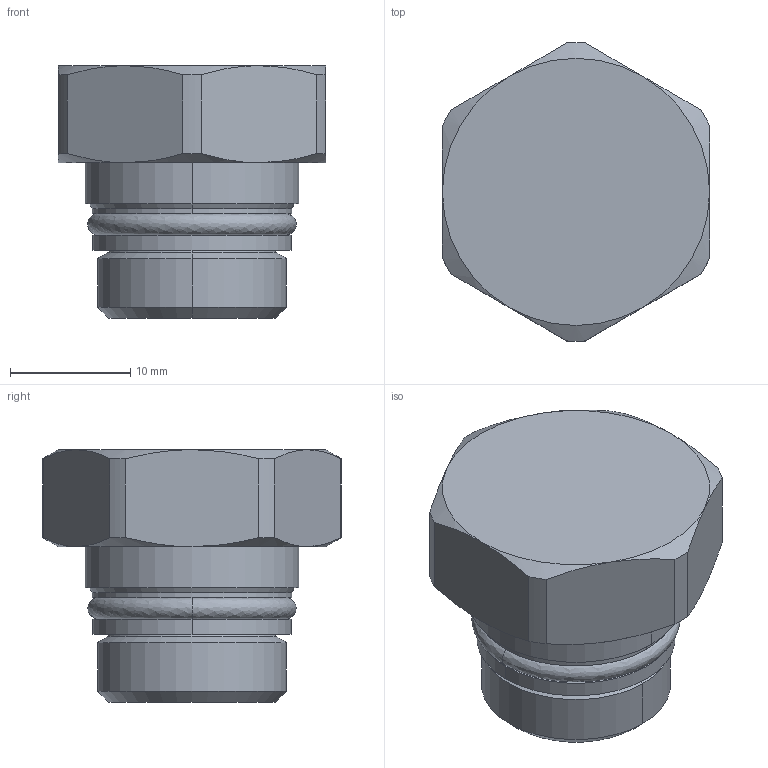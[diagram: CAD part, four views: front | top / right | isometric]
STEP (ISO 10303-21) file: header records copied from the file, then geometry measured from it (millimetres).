
FILE_DESCRIPTION((''),'2;1');
FILE_NAME('XAOA-XXN_PRT','2015-08-03T',('Administrator'),(''),'PRO/ENGINEER BY PARAMETRIC TECHNOLOGY CORPORATION, 2006240','PRO/ENGINEER BY PARAMETRIC TECHNOLOGY CORPORATION, 2006240','');
FILE_SCHEMA(('CONFIG_CONTROL_DESIGN'));
Length unit declared in the file: inch
Products named in the file (1): XAOA-XXN_PRT
Bounding box: 22.23 x 24.84 x 21.03 mm (x, y, z)
Volume: 6173.2 mm3; surface area: 2546.9 mm2
Topology: 2 solids, 2 shells, 61 faces, 134 edges, 80 vertices
Faces by surface type: cylinder 18, cone 18, plane 13, torus 8, revolution 4
Entity records: 2010 total; most frequent: CARTESIAN_POINT 631, DIRECTION 292, ORIENTED_EDGE 268, EDGE_CURVE 134, AXIS2_PLACEMENT_3D 129, VERTEX_POINT 80, CIRCLE 72, EDGE_LOOP 66
